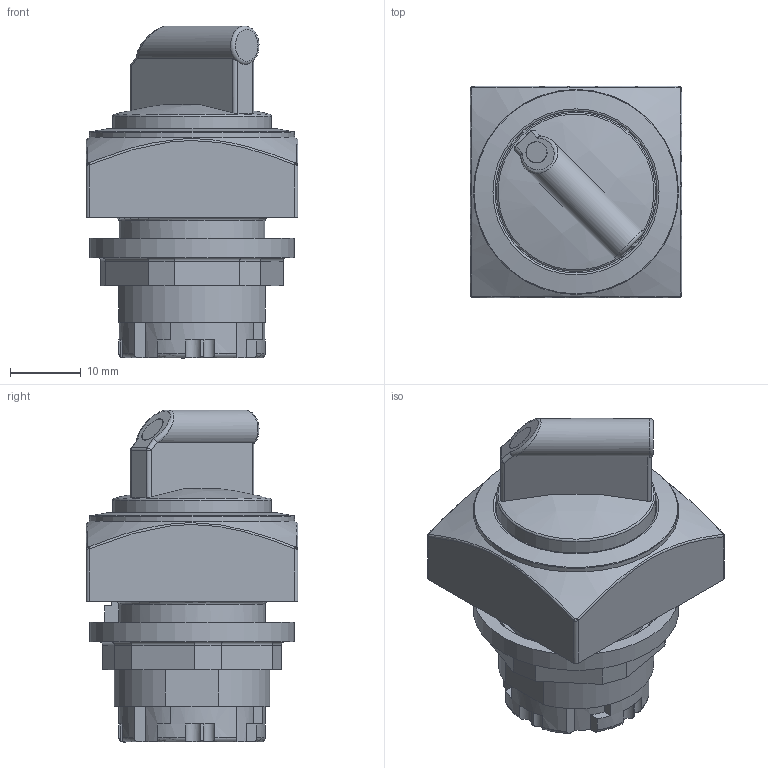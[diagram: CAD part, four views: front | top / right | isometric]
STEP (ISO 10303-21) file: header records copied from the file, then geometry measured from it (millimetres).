
FILE_DESCRIPTION(/* description */ (''),/* implementation_level */ '2;1');
FILE_NAME(/* name */ 'QRWA_ipt.stp',/* time_stamp */ '2017-04-21T08:13:41+02:00',/* author */ ('ahoffmann'),/* organization */ (''),/* preprocessor_version */ 'ST-DEVELOPER v16.1',/* originating_system */ 'Autodesk Inventor 2016',/* authorisation */ '');
FILE_SCHEMA (('AUTOMOTIVE_DESIGN { 1 0 10303 214 3 1 1 }'));
Length unit declared in the file: centimetre
Products named in the file (1): QRWA_vereinfacht
Bounding box: 29.95 x 29.95 x 46.95 mm (x, y, z)
Volume: 19738.5 mm3; surface area: 7632 mm2
Topology: 2 solids, 10 shells, 357 faces, 939 edges, 607 vertices
Faces by surface type: plane 153, cylinder 133, bspline 26, cone 22, torus 20, sphere 3
Full cylindrical faces by diameter (mm): 2.95 x1, 3 x1, 15.95 x1, 20.75 x1, 22.5 x1, 22.6 x1, 22.9 x1, 25.35 x1, 29 x2
Entity records: 12194 total; most frequent: CARTESIAN_POINT 3522, ORIENTED_EDGE 1818, DIRECTION 1789, EDGE_CURVE 909, AXIS2_PLACEMENT_3D 674, VERTEX_POINT 599, LINE 441, VECTOR 441
